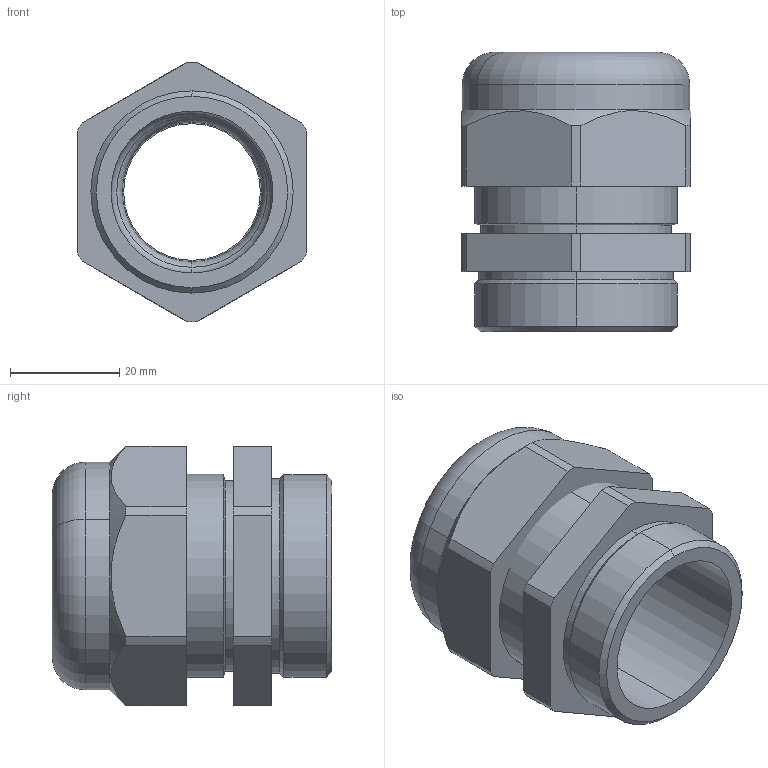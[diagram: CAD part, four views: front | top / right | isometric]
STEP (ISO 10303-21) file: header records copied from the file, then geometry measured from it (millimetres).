
FILE_DESCRIPTION (( 'STEP AP214' ), '1' );
FILE_NAME ('2022672.stp', '2017-06-16T09:31:43', ( '' ), ( '' ), 'SwSTEP 2.0', 'SolidWorks 2016', '' );
FILE_SCHEMA (( 'AUTOMOTIVE_DESIGN' ));
Length unit declared in the file: millimetre
Products named in the file (4): EV501_PG29; EV131-29-02_Pg29 Standard Gewinde; 2022672; EV111-29-01_technische Darstellung
Assembly tree (3 placements, depth 2):
  2022672
    EV111-29-01_technische Darstellung
    EV501_PG29
    EV131-29-02_Pg29 Standard Gewinde
Bounding box: 42 x 51.1 x 47.5 mm (x, y, z)
Volume: 33860.1 mm3; surface area: 23285.6 mm2
Topology: 3 solids, 3 shells, 114 faces, 276 edges, 172 vertices
Faces by surface type: cylinder 56, plane 23, cone 16, bspline 11, torus 8
Entity records: 20182 total; most frequent: CARTESIAN_POINT 17436, ORIENTED_EDGE 552, DIRECTION 539, EDGE_CURVE 276, AXIS2_PLACEMENT_3D 218, VERTEX_POINT 172, EDGE_LOOP 124, FACE_OUTER_BOUND 114
